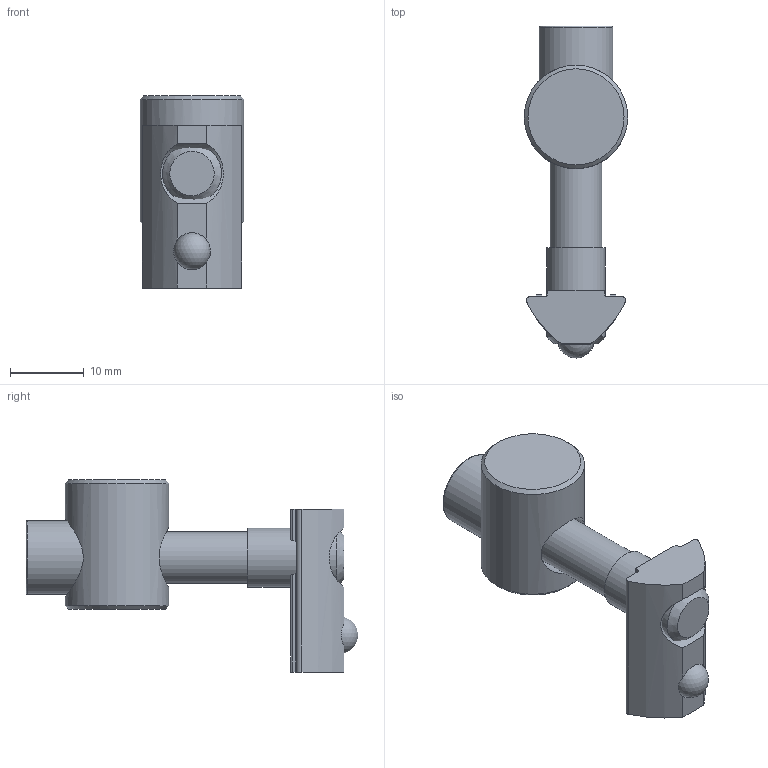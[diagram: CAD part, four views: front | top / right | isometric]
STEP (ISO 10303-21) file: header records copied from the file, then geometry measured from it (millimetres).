
FILE_DESCRIPTION (( 'STEP AP214' ), '1' );
FILE_NAME ('099C404.STEP', '2015-06-10T08:32:10', ( 'Admin' ), ( 'Hewlett-Packard Company' ), 'SwSTEP 2.0', 'SolidWorks 2014', '' );
FILE_SCHEMA (( 'AUTOMOTIVE_DESIGN' ));
Length unit declared in the file: millimetre
Products named in the file (4): 340ME494_340ME494; 096028s01_096028S01; 099C404; 099C802R01_099C404R01
Assembly tree (3 placements, depth 2):
  099C404
    099C802R01_099C404R01
    340ME494_340ME494
    096028s01_096028S01
Bounding box: 14 x 44.88 x 26 mm (x, y, z)
Volume: 5102.4 mm3; surface area: 3746.8 mm2
Topology: 5 solids, 5 shells, 71 faces, 174 edges, 113 vertices
Faces by surface type: plane 37, cylinder 23, torus 5, cone 4, bspline 1, sphere 1
Full cylindrical faces by diameter (mm): 5 x1, 6.8 x1, 7 x1, 8 x1, 8.2 x1, 10 x1, 10.6 x1, 14 x1
Entity records: 3214 total; most frequent: CARTESIAN_POINT 986, DIRECTION 324, ORIENTED_EDGE 292, EDGE_CURVE 146, AXIS2_PLACEMENT_3D 121, VERTEX_POINT 104, EDGE_LOOP 98, FACE_OUTER_BOUND 84
